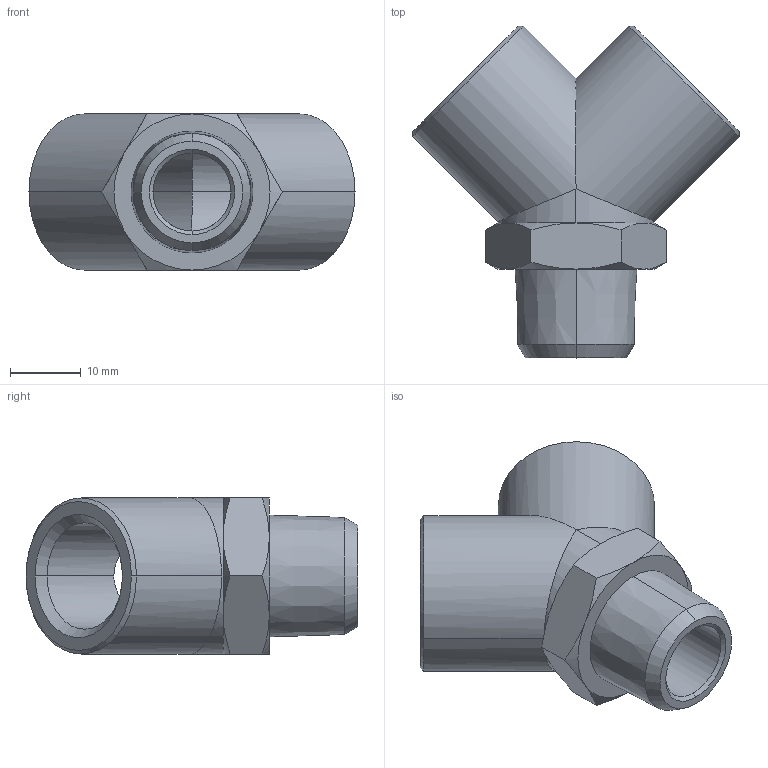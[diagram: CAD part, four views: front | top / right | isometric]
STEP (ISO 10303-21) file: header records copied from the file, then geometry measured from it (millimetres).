
FILE_DESCRIPTION (( 'STEP AP214' ), '1' );
FILE_NAME ('DRF.FMF03_Y.STEP', '2018-09-03T09:39:06', ( '' ), ( '' ), 'SwSTEP 2.0', 'SolidWorks 2018', '' );
FILE_SCHEMA (( 'AUTOMOTIVE_DESIGN' ));
Length unit declared in the file: millimetre
Products named in the file (1): DRF.FMF03_Y
Bounding box: 45.96 x 46.78 x 22 mm (x, y, z)
Volume: 11374 mm3; surface area: 6791.1 mm2
Topology: 1 solids, 1 shells, 53 faces, 120 edges, 69 vertices
Faces by surface type: cone 27, plane 14, cylinder 12
Entity records: 1585 total; most frequent: CARTESIAN_POINT 423, ORIENTED_EDGE 240, DIRECTION 233, EDGE_CURVE 120, AXIS2_PLACEMENT_3D 99, VERTEX_POINT 69, EDGE_LOOP 57, FACE_OUTER_BOUND 53
